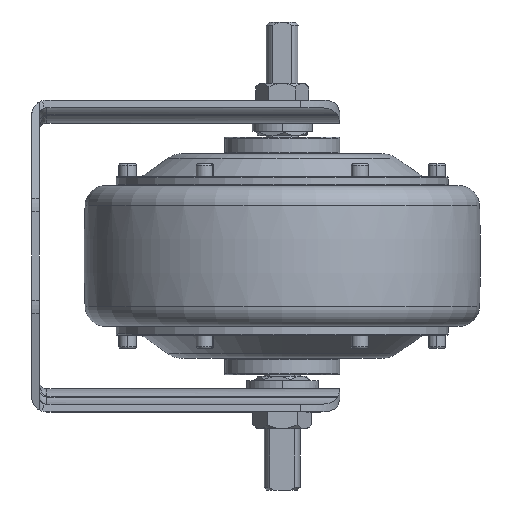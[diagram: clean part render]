
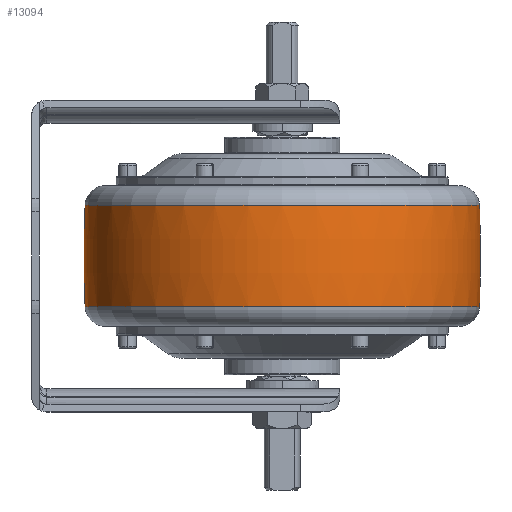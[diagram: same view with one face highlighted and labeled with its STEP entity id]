
A CAD part, left-side view. The second image highlights one B-rep face of the part: STEP entity #13094.
In plain terms, the highlighted toroidal (fillet/blend) face has major radius 422.5 mm and minor radius 500 mm.
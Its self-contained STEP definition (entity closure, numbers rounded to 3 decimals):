
#315 = EDGE_CURVE ( 'NONE', #11467, #800, #12452, .T. ) ;
#348 = CARTESIAN_POINT ( 'NONE',  ( 0., 324.5, -55. ) ) ;
#800 = VERTEX_POINT ( 'NONE', #16178 ) ;
#941 = DIRECTION ( 'NONE',  ( 0., 1., 0. ) ) ;
#1067 = CARTESIAN_POINT ( 'NONE',  ( 0., -20.893, -35.183 ) ) ;
#1075 = FACE_OUTER_BOUND ( 'NONE', #6252, .T. ) ;
#1521 = AXIS2_PLACEMENT_3D ( 'NONE', #348, #13783, #4302 ) ;
#1892 = ORIENTED_EDGE ( 'NONE', *, *, #14452, .T. ) ;
#2037 = CIRCLE ( 'NONE', #6921, 77.107 ) ;
#2237 = DIRECTION ( 'NONE',  ( 0., 0., -1. ) ) ;
#2795 = EDGE_CURVE ( 'NONE', #16699, #10657, #16674, .T. ) ;
#3135 = AXIS2_PLACEMENT_3D ( 'NONE', #14518, #2237, #7719 ) ;
#3430 = CIRCLE ( 'NONE', #3135, 77.107 ) ;
#3646 = ORIENTED_EDGE ( 'NONE', *, *, #2795, .F. ) ;
#4302 = DIRECTION ( 'NONE',  ( 0., 1., 0. ) ) ;
#5520 = CARTESIAN_POINT ( 'NONE',  ( 0., -175.107, -35.183 ) ) ;
#6252 = EDGE_LOOP ( 'NONE', ( #3646, #1892, #8304, #7121 ) ) ;
#6610 = DIRECTION ( 'NONE',  ( 0., 0., -1. ) ) ;
#6742 = CARTESIAN_POINT ( 'NONE',  ( 0., -98., -55. ) ) ;
#6921 = AXIS2_PLACEMENT_3D ( 'NONE', #14743, #6610, #941 ) ;
#7121 = ORIENTED_EDGE ( 'NONE', *, *, #17646, .F. ) ;
#7719 = DIRECTION ( 'NONE',  ( 0., 1., 0. ) ) ;
#8069 = CARTESIAN_POINT ( 'NONE',  ( 0., -175.107, -74.817 ) ) ;
#8304 = ORIENTED_EDGE ( 'NONE', *, *, #315, .T. ) ;
#10657 = VERTEX_POINT ( 'NONE', #8069 ) ;
#11467 = VERTEX_POINT ( 'NONE', #1067 ) ;
#12024 = DIRECTION ( 'NONE',  ( 0., 0., -1. ) ) ;
#12452 = CIRCLE ( 'NONE', #14728, 500. ) ;
#13094 = ADVANCED_FACE ( 'NONE', ( #1075 ), #17427, .T. ) ;
#13438 = CARTESIAN_POINT ( 'NONE',  ( 0., -520.5, -55. ) ) ;
#13783 = DIRECTION ( 'NONE',  ( 1., 0., 0. ) ) ;
#13784 = DIRECTION ( 'NONE',  ( 0., -1., 0. ) ) ;
#14452 = EDGE_CURVE ( 'NONE', #16699, #11467, #2037, .T. ) ;
#14518 = CARTESIAN_POINT ( 'NONE',  ( 0., -98., -74.817 ) ) ;
#14728 = AXIS2_PLACEMENT_3D ( 'NONE', #13438, #14877, #13784 ) ;
#14743 = CARTESIAN_POINT ( 'NONE',  ( 0., -98., -35.183 ) ) ;
#14877 = DIRECTION ( 'NONE',  ( -1., 0., 0. ) ) ;
#15450 = AXIS2_PLACEMENT_3D ( 'NONE', #6742, #12024, #17260 ) ;
#16178 = CARTESIAN_POINT ( 'NONE',  ( 0., -20.893, -74.817 ) ) ;
#16674 = CIRCLE ( 'NONE', #1521, 500. ) ;
#16699 = VERTEX_POINT ( 'NONE', #5520 ) ;
#17260 = DIRECTION ( 'NONE',  ( 0., 1., 0. ) ) ;
#17427 = TOROIDAL_SURFACE ( 'NONE', #15450, -422.5, 500. ) ;
#17646 = EDGE_CURVE ( 'NONE', #10657, #800, #3430, .T. ) ;
